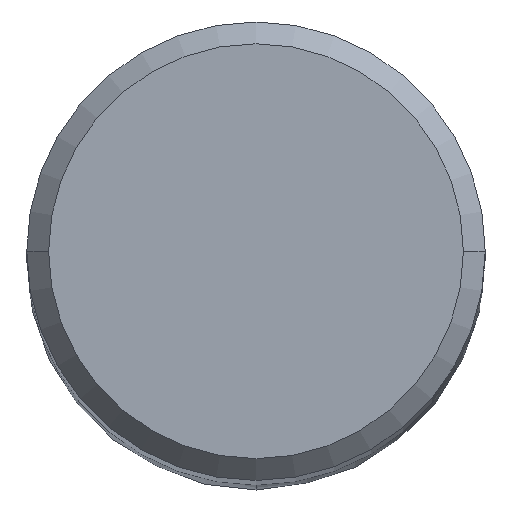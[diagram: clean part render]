
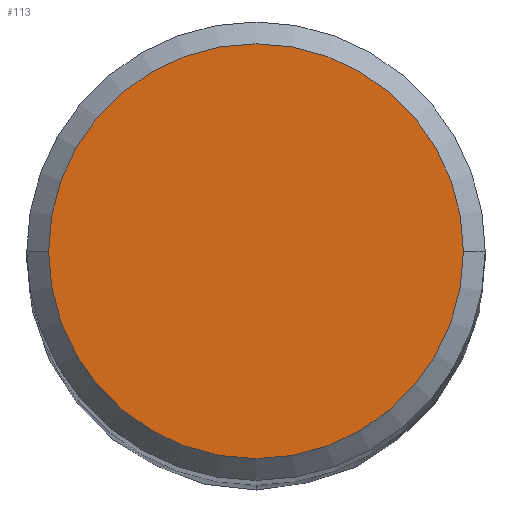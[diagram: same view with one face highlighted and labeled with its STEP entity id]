
A CAD part, top view. The second image highlights one B-rep face of the part: STEP entity #113.
In plain terms, the highlighted planar face has unit normal (0, 0, 1).
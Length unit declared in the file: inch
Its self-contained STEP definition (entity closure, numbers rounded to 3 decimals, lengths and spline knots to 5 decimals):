
#1 = CARTESIAN_POINT ( 'NONE',  ( 0., 0., 3.93701 ) ) ;
#6 = PLANE ( 'NONE',  #139 ) ;
#31 = CARTESIAN_POINT ( 'NONE',  ( 0.14248, 0., 3.93701 ) ) ;
#68 = EDGE_CURVE ( 'NONE', #335, #173, #123, .T. ) ;
#69 = EDGE_LOOP ( 'NONE', ( #343, #203 ) ) ;
#94 = CARTESIAN_POINT ( 'NONE',  ( -0.14248, 0., 3.93701 ) ) ;
#96 = AXIS2_PLACEMENT_3D ( 'NONE', #143, #253, #142 ) ;
#113 = ADVANCED_FACE ( 'NONE', ( #300 ), #6, .T. ) ;
#123 = CIRCLE ( 'NONE', #164, 0.14248 ) ;
#139 = AXIS2_PLACEMENT_3D ( 'NONE', #317, #344, #299 ) ;
#142 = DIRECTION ( 'NONE',  ( 1., 0., 0. ) ) ;
#143 = CARTESIAN_POINT ( 'NONE',  ( 0., 0., 3.93701 ) ) ;
#164 = AXIS2_PLACEMENT_3D ( 'NONE', #1, #186, #262 ) ;
#173 = VERTEX_POINT ( 'NONE', #31 ) ;
#186 = DIRECTION ( 'NONE',  ( 0., 0., 1. ) ) ;
#203 = ORIENTED_EDGE ( 'NONE', *, *, #210, .T. ) ;
#210 = EDGE_CURVE ( 'NONE', #173, #335, #212, .T. ) ;
#212 = CIRCLE ( 'NONE', #96, 0.14248 ) ;
#253 = DIRECTION ( 'NONE',  ( 0., 0., 1. ) ) ;
#262 = DIRECTION ( 'NONE',  ( 1., 0., 0. ) ) ;
#299 = DIRECTION ( 'NONE',  ( 1., 0., 0. ) ) ;
#300 = FACE_OUTER_BOUND ( 'NONE', #69, .T. ) ;
#317 = CARTESIAN_POINT ( 'NONE',  ( 0., 0., 3.93701 ) ) ;
#335 = VERTEX_POINT ( 'NONE', #94 ) ;
#343 = ORIENTED_EDGE ( 'NONE', *, *, #68, .T. ) ;
#344 = DIRECTION ( 'NONE',  ( 0., 0., 1. ) ) ;
